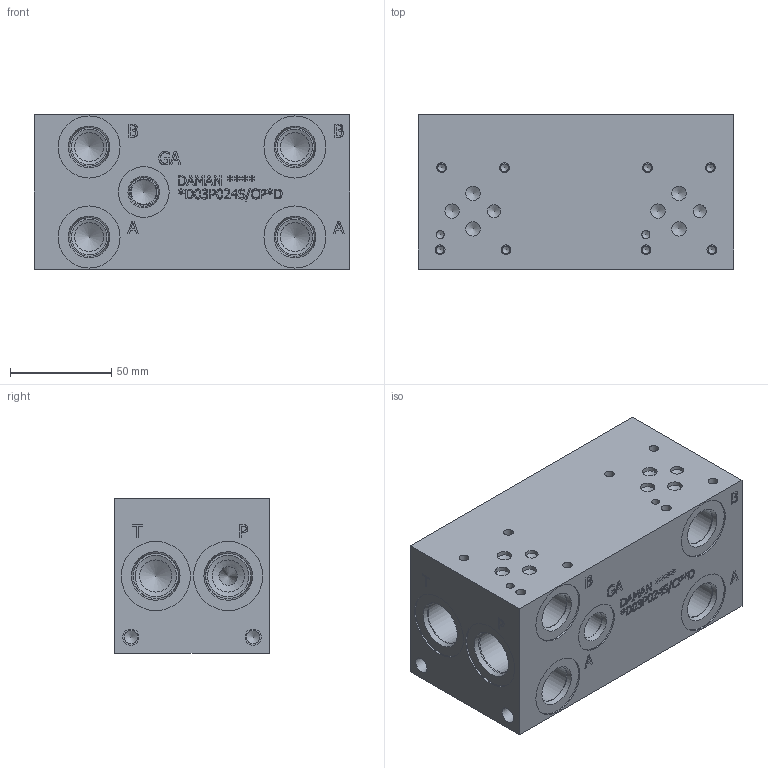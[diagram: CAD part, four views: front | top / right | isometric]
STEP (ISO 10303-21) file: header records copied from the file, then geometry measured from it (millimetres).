
FILE_DESCRIPTION(/* description */ (''),/* implementation_level */ '2;1');
FILE_NAME(/* name */ '_D03P024S_CP_D.stp',/* time_stamp */ '2021-07-02T11:50:38-04:00',/* author */ ('anthonyv'),/* organization */ (''),/* preprocessor_version */ 'ST-DEVELOPER v18.1',/* originating_system */ 'Autodesk Inventor 2021',/* authorisation */ '');
FILE_SCHEMA (('AUTOMOTIVE_DESIGN { 1 0 10303 214 3 1 1 }'));
Length unit declared in the file: millimetre
Products named in the file (1): Part_AD03P024S_CP_T_D_3D
Bounding box: 155.57 x 76.2 x 76.2 mm (x, y, z)
Volume: 802193.7 mm3; surface area: 81374.7 mm2
Topology: 1 solids, 1 shells, 759 faces, 2067 edges, 1396 vertices
Faces by surface type: plane 411, bspline 184, cylinder 93, cone 71
Full cylindrical faces by diameter (mm): 3.785 x8, 3.962 x2, 4.826 x8, 6.35 x2, 6.528 x4, 7.137 x6, 7.925 x4, 12.294 x1, 12.9 x1, 14.275 x3, 14.3 x4, 14.529 x1, 15.875 x4, 15.9 x2, 17.501 x4, 19.05 x4, 19.253 x4, 20.447 x4, 20.62 x1, 20.625 x1, 22.225 x4, 22.23 x2, 22.54 x1, 22.555 x4, 23.901 x3, 25.019 x1, 30.15 x1, 30.16 x1, 30.632 x4, 34.138 x4
Entity records: 25381 total; most frequent: CARTESIAN_POINT 6582, ORIENTED_EDGE 4068, DIRECTION 3167, EDGE_CURVE 2034, VERTEX_POINT 1396, LINE 1317, VECTOR 1317, AXIS2_PLACEMENT_3D 925
